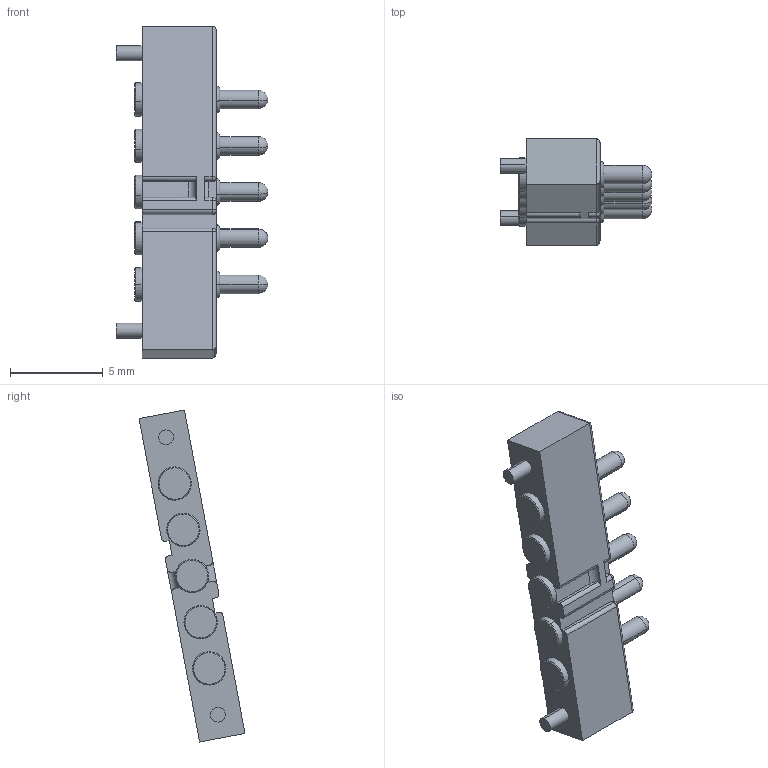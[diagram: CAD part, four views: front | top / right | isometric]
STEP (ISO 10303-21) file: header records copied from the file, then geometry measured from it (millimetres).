
FILE_DESCRIPTION (( 'STEP AP214' ), '1' );
FILE_NAME ('UEBK-12900_2018_02_19.STEP', '2018-02-19T16:06:27', ( '' ), ( '' ), 'SwSTEP 2.0', 'SolidWorks 2017', '' );
FILE_SCHEMA (( 'AUTOMOTIVE_DESIGN' ));
Length unit declared in the file: millimetre
Products named in the file (3): UEBK-12900-Gehäuse; UEBK-12900_2018_02_19; UEBK-12890
Assembly tree (6 placements, depth 2):
  UEBK-12900_2018_02_19
    UEBK-12890  x5
    UEBK-12900-Gehäuse
Bounding box: 8.2 x 5.73 x 17.94 mm (x, y, z)
Volume: 188.6 mm3; surface area: 512.6 mm2
Topology: 6 solids, 6 shells, 209 faces, 476 edges, 283 vertices
Faces by surface type: cylinder 106, plane 55, cone 20, sphere 18, torus 10
Entity records: 3300 total; most frequent: DIRECTION 592, CARTESIAN_POINT 581, ORIENTED_EDGE 512, EDGE_CURVE 256, AXIS2_PLACEMENT_3D 228, VERTEX_POINT 157, LINE 136, VECTOR 136
